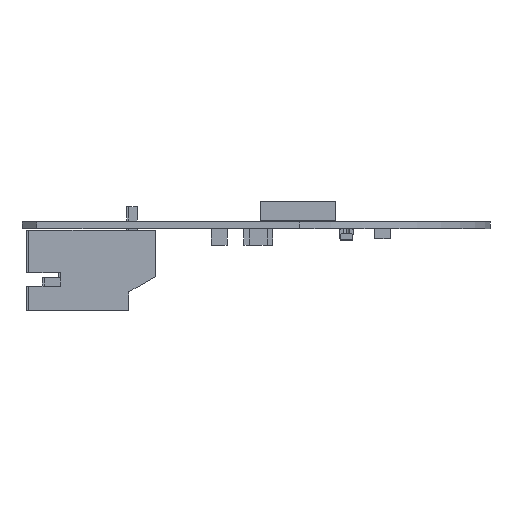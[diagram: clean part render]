
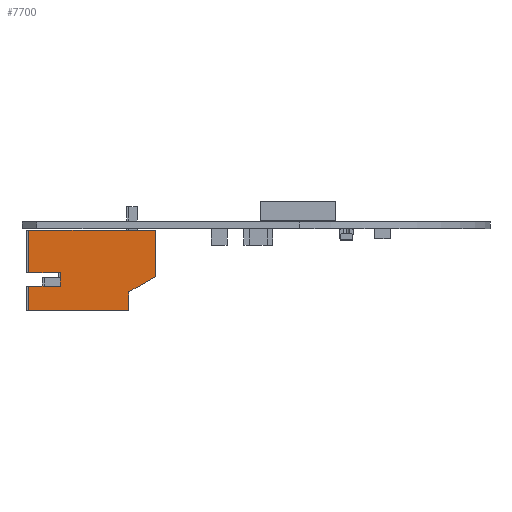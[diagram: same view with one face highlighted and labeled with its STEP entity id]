
A CAD part, front view. The second image highlights one B-rep face of the part: STEP entity #7700.
In plain terms, the highlighted face is planar.
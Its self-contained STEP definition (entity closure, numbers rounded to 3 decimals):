
#74 = VECTOR ( 'NONE', #5611, 1000. ) ;
#305 = ORIENTED_EDGE ( 'NONE', *, *, #5881, .T. ) ;
#530 = AXIS2_PLACEMENT_3D ( 'NONE', #10026, #2131, #3744 ) ;
#554 = EDGE_LOOP ( 'NONE', ( #4513, #6135, #5925, #8526, #4990, #305, #6865, #3438, #8844, #9457 ) ) ;
#831 = EDGE_CURVE ( 'NONE', #6424, #2950, #10017, .T. ) ;
#938 = CARTESIAN_POINT ( 'NONE',  ( -14.7, -1.2, 10.95 ) ) ;
#1432 = PLANE ( 'NONE',  #530 ) ;
#1552 = VECTOR ( 'NONE', #10028, 1000. ) ;
#1562 = EDGE_CURVE ( 'NONE', #8261, #7210, #2944, .T. ) ;
#1751 = CARTESIAN_POINT ( 'NONE',  ( -14.7, -3.224, 3.35 ) ) ;
#1819 = EDGE_CURVE ( 'NONE', #1984, #8461, #3655, .T. ) ;
#1838 = VECTOR ( 'NONE', #2977, 1000. ) ;
#1984 = VERTEX_POINT ( 'NONE', #2788 ) ;
#2131 = DIRECTION ( 'NONE',  ( -1., 0., 0. ) ) ;
#2146 = EDGE_CURVE ( 'NONE', #2253, #8666, #9003, .T. ) ;
#2253 = VERTEX_POINT ( 'NONE', #4482 ) ;
#2405 = CARTESIAN_POINT ( 'NONE',  ( -14.7, -2.65, 10.95 ) ) ;
#2788 = CARTESIAN_POINT ( 'NONE',  ( -14.7, -6., 10.95 ) ) ;
#2944 = LINE ( 'NONE', #9103, #1838 ) ;
#2946 = DIRECTION ( 'NONE',  ( 0., -1., 0. ) ) ;
#2950 = VERTEX_POINT ( 'NONE', #6291 ) ;
#2977 = DIRECTION ( 'NONE',  ( 0., -0.5, -0.866 ) ) ;
#2985 = DIRECTION ( 'NONE',  ( 0., 1., 0. ) ) ;
#3079 = CARTESIAN_POINT ( 'NONE',  ( -14.7, -2.65, 10.95 ) ) ;
#3438 = ORIENTED_EDGE ( 'NONE', *, *, #4294, .T. ) ;
#3655 = LINE ( 'NONE', #7128, #74 ) ;
#3691 = LINE ( 'NONE', #9178, #9055 ) ;
#3702 = EDGE_CURVE ( 'NONE', #9529, #1984, #3858, .T. ) ;
#3744 = DIRECTION ( 'NONE',  ( 0., 0., 1. ) ) ;
#3858 = LINE ( 'NONE', #4534, #1552 ) ;
#4188 = VECTOR ( 'NONE', #9917, 1000. ) ;
#4294 = EDGE_CURVE ( 'NONE', #2950, #8261, #4596, .T. ) ;
#4327 = VECTOR ( 'NONE', #2985, 1000. ) ;
#4370 = VECTOR ( 'NONE', #8472, 1000. ) ;
#4435 = LINE ( 'NONE', #10054, #4188 ) ;
#4482 = CARTESIAN_POINT ( 'NONE',  ( -14.7, -3.45, 9.05 ) ) ;
#4513 = ORIENTED_EDGE ( 'NONE', *, *, #3702, .T. ) ;
#4534 = CARTESIAN_POINT ( 'NONE',  ( -14.7, -6., 10.95 ) ) ;
#4588 = VERTEX_POINT ( 'NONE', #2405 ) ;
#4596 = LINE ( 'NONE', #8307, #8013 ) ;
#4762 = CARTESIAN_POINT ( 'NONE',  ( -14.7, -2.65, 9.05 ) ) ;
#4774 = CARTESIAN_POINT ( 'NONE',  ( -14.7, -1.2, 10.95 ) ) ;
#4990 = ORIENTED_EDGE ( 'NONE', *, *, #6096, .T. ) ;
#5187 = CARTESIAN_POINT ( 'NONE',  ( -14.7, -6., 3.35 ) ) ;
#5192 = LINE ( 'NONE', #8356, #4327 ) ;
#5611 = DIRECTION ( 'NONE',  ( 0., 1., 0. ) ) ;
#5881 = EDGE_CURVE ( 'NONE', #4588, #6424, #5192, .T. ) ;
#5925 = ORIENTED_EDGE ( 'NONE', *, *, #8620, .T. ) ;
#6096 = EDGE_CURVE ( 'NONE', #8666, #4588, #8470, .T. ) ;
#6135 = ORIENTED_EDGE ( 'NONE', *, *, #1819, .T. ) ;
#6151 = VECTOR ( 'NONE', #7780, 1000. ) ;
#6244 = FACE_OUTER_BOUND ( 'NONE', #554, .T. ) ;
#6291 = CARTESIAN_POINT ( 'NONE',  ( -14.7, -1.2, 4.95 ) ) ;
#6424 = VERTEX_POINT ( 'NONE', #4774 ) ;
#6745 = CARTESIAN_POINT ( 'NONE',  ( -14.7, -2.3, 4.95 ) ) ;
#6865 = ORIENTED_EDGE ( 'NONE', *, *, #831, .T. ) ;
#7128 = CARTESIAN_POINT ( 'NONE',  ( -14.7, -1.2, 10.95 ) ) ;
#7210 = VERTEX_POINT ( 'NONE', #1751 ) ;
#7613 = DIRECTION ( 'NONE',  ( 0., -1., 0. ) ) ;
#7700 = ADVANCED_FACE ( 'NONE', ( #6244 ), #1432, .T. ) ;
#7736 = EDGE_CURVE ( 'NONE', #7210, #9529, #3691, .T. ) ;
#7780 = DIRECTION ( 'NONE',  ( 0., 0., 1. ) ) ;
#8013 = VECTOR ( 'NONE', #7613, 1000. ) ;
#8261 = VERTEX_POINT ( 'NONE', #6745 ) ;
#8307 = CARTESIAN_POINT ( 'NONE',  ( -14.7, -1.2, 4.95 ) ) ;
#8356 = CARTESIAN_POINT ( 'NONE',  ( -14.7, -1.2, 10.95 ) ) ;
#8461 = VERTEX_POINT ( 'NONE', #9979 ) ;
#8470 = LINE ( 'NONE', #3079, #6151 ) ;
#8472 = DIRECTION ( 'NONE',  ( 0., 1., 0. ) ) ;
#8526 = ORIENTED_EDGE ( 'NONE', *, *, #2146, .T. ) ;
#8620 = EDGE_CURVE ( 'NONE', #8461, #2253, #4435, .T. ) ;
#8666 = VERTEX_POINT ( 'NONE', #4762 ) ;
#8844 = ORIENTED_EDGE ( 'NONE', *, *, #1562, .T. ) ;
#9003 = LINE ( 'NONE', #9971, #4370 ) ;
#9055 = VECTOR ( 'NONE', #2946, 1000. ) ;
#9103 = CARTESIAN_POINT ( 'NONE',  ( -14.7, -2.3, 4.95 ) ) ;
#9178 = CARTESIAN_POINT ( 'NONE',  ( -14.7, -1.2, 3.35 ) ) ;
#9457 = ORIENTED_EDGE ( 'NONE', *, *, #7736, .T. ) ;
#9525 = VECTOR ( 'NONE', #9715, 1000. ) ;
#9529 = VERTEX_POINT ( 'NONE', #5187 ) ;
#9715 = DIRECTION ( 'NONE',  ( 0., 0., -1. ) ) ;
#9917 = DIRECTION ( 'NONE',  ( 0., 0., -1. ) ) ;
#9971 = CARTESIAN_POINT ( 'NONE',  ( -14.7, -1.2, 9.05 ) ) ;
#9979 = CARTESIAN_POINT ( 'NONE',  ( -14.7, -3.45, 10.95 ) ) ;
#10017 = LINE ( 'NONE', #938, #9525 ) ;
#10026 = CARTESIAN_POINT ( 'NONE',  ( -14.7, -1.2, 10.95 ) ) ;
#10028 = DIRECTION ( 'NONE',  ( 0., 0., 1. ) ) ;
#10054 = CARTESIAN_POINT ( 'NONE',  ( -14.7, -3.45, 10.95 ) ) ;
